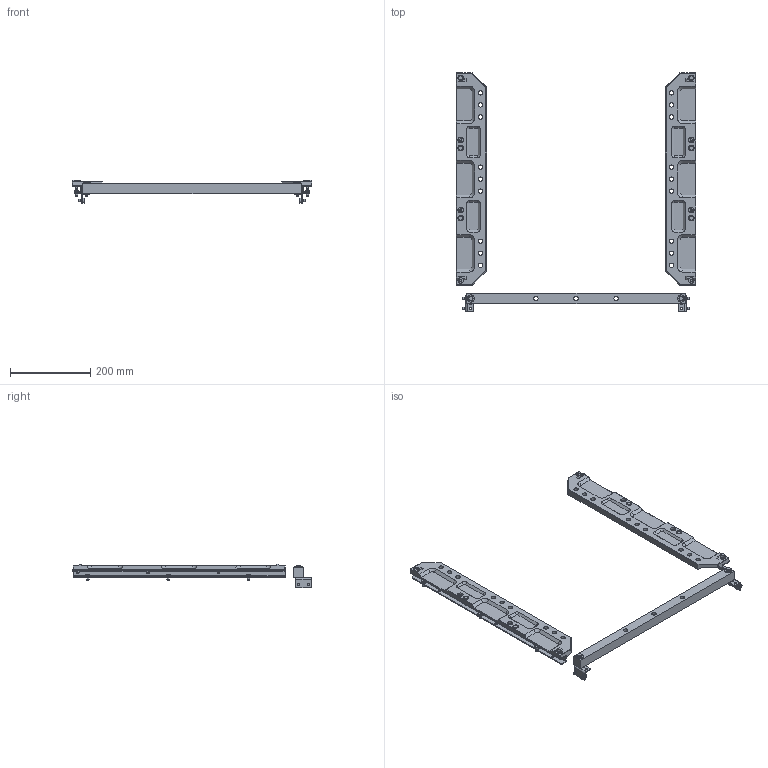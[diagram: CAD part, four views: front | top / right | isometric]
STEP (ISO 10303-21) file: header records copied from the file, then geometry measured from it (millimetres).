
FILE_DESCRIPTION(('STEP AP214'),'1');
FILE_NAME('cctmp_7037D56D-3340-41FD-BDBF-BB6F7677A8BA_2024_06_07_11_32_22_0922..stp','2024-06-07T09:32:23',('SIEMENS A&D'),('CADClick - www.CADClick.com'),'Spatial InterOp 3D',' ','unknown authorization');
FILE_SCHEMA(('AUTOMOTIVE_DESIGN'));
Length unit declared in the file: millimetre
Products named in the file (28): cc_unnamed; 2024_06_07_11_32_22_0892; 2024_06_07_11_32_22_0850; 2024_06_07_11_32_22_0809; 2024_06_07_11_32_22_0769; 2024_06_07_11_32_22_0728; 2024_06_07_11_32_22_0686; 2024_06_07_11_32_22_0645; 2024_06_07_11_32_22_0605; 2024_06_07_11_32_22_0482; 2024_06_07_11_32_22_0441; 2024_06_07_11_32_22_0401; 2024_06_07_11_32_22_0360; 2024_06_07_11_32_22_0319; 2024_06_07_11_32_22_0278; 2024_06_07_11_32_22_0237; 2024_06_07_11_32_22_0196; 2024_06_07_11_32_22_0073; 2024_06_07_11_32_22_0032; 2024_06_07_11_32_21_0991; 2024_06_07_11_32_21_0909; 2024_06_07_11_32_21_0868; 2024_06_07_11_32_21_0828; 2024_06_07_11_32_21_0747; 2024_06_07_11_32_21_0706; 2024_06_07_11_32_21_0665; 2024_06_07_11_32_21_0624; 2024_06_07_11_32_21_0583
Assembly tree (27 placements, depth 2):
  cc_unnamed
    2024_06_07_11_32_22_0892
    2024_06_07_11_32_22_0850
    2024_06_07_11_32_22_0809
    2024_06_07_11_32_22_0769
    2024_06_07_11_32_22_0728
    2024_06_07_11_32_22_0686
    2024_06_07_11_32_22_0645
    2024_06_07_11_32_22_0605
    2024_06_07_11_32_22_0482
    2024_06_07_11_32_22_0441
    2024_06_07_11_32_22_0401
    2024_06_07_11_32_22_0360
    2024_06_07_11_32_22_0319
    2024_06_07_11_32_22_0278
    2024_06_07_11_32_22_0237
    2024_06_07_11_32_22_0196
    2024_06_07_11_32_22_0073
    2024_06_07_11_32_22_0032
    2024_06_07_11_32_21_0991
    2024_06_07_11_32_21_0909
    2024_06_07_11_32_21_0868
    2024_06_07_11_32_21_0828
    2024_06_07_11_32_21_0747
    2024_06_07_11_32_21_0706
    2024_06_07_11_32_21_0665
    2024_06_07_11_32_21_0624
    2024_06_07_11_32_21_0583
Bounding box: 597.3 x 594 x 58 mm (x, y, z)
Volume: 1249237.7 mm3; surface area: 388770.6 mm2
Topology: 27 solids, 27 shells, 756 faces, 1920 edges, 1228 vertices
Faces by surface type: plane 276, cylinder 264, cone 204, sphere 12
Entity records: 30133 total; most frequent: DIRECTION 4368, CARTESIAN_POINT 3932, ORIENTED_EDGE 3840, EDGE_CURVE 1920, AXIS2_PLACEMENT_3D 1664, VERTEX_POINT 1228, LINE 1040, VECTOR 1040
